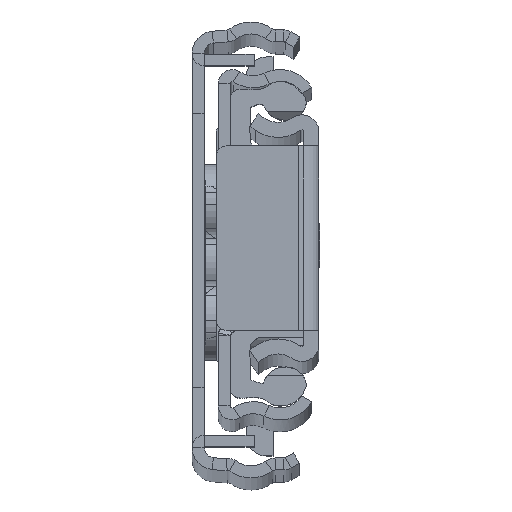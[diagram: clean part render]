
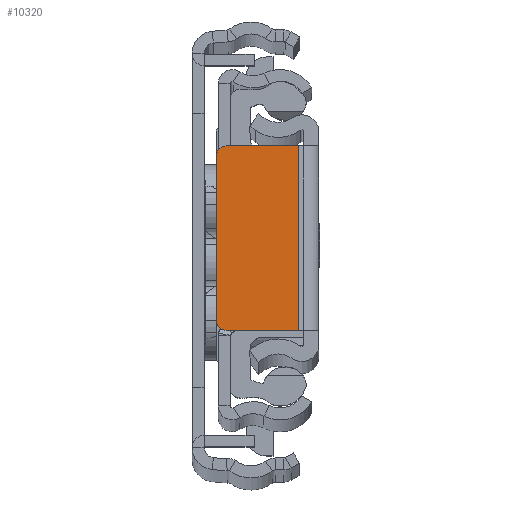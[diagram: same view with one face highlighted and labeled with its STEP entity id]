
A CAD part, top view. The second image highlights one B-rep face of the part: STEP entity #10320.
In plain terms, the highlighted planar face has unit normal (0, 0, 1).
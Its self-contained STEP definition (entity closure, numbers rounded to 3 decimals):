
#301 = CARTESIAN_POINT ( 'NONE',  ( -9.3, -8.25, 0. ) ) ;
#1132 = EDGE_CURVE ( 'NONE', #4967, #20382, #14256, .T. ) ;
#1260 = LINE ( 'NONE', #3083, #5753 ) ;
#1966 = CARTESIAN_POINT ( 'NONE',  ( 0., 9.25, 0. ) ) ;
#2230 = VERTEX_POINT ( 'NONE', #14860 ) ;
#2309 = DIRECTION ( 'NONE',  ( -1., 0., 0. ) ) ;
#2405 = CARTESIAN_POINT ( 'NONE',  ( -9.3, 9.25, 0. ) ) ;
#2969 = DIRECTION ( 'NONE',  ( 0., -1., 0. ) ) ;
#3083 = CARTESIAN_POINT ( 'NONE',  ( -10.3, 0., 0. ) ) ;
#3105 = VECTOR ( 'NONE', #2309, 1000. ) ;
#3112 = CARTESIAN_POINT ( 'NONE',  ( -9.3, 8.25, 0. ) ) ;
#3425 = VERTEX_POINT ( 'NONE', #18622 ) ;
#3612 = DIRECTION ( 'NONE',  ( -1., 0., 0. ) ) ;
#3876 = CARTESIAN_POINT ( 'NONE',  ( -2., -9.25, 0. ) ) ;
#4746 = EDGE_CURVE ( 'NONE', #21997, #5457, #16847, .T. ) ;
#4915 = CARTESIAN_POINT ( 'NONE',  ( 0., -9.25, 0. ) ) ;
#4967 = VERTEX_POINT ( 'NONE', #21913 ) ;
#5457 = VERTEX_POINT ( 'NONE', #17858 ) ;
#5753 = VECTOR ( 'NONE', #2969, 1000. ) ;
#6177 = CARTESIAN_POINT ( 'NONE',  ( 0., 0., 0. ) ) ;
#6277 = AXIS2_PLACEMENT_3D ( 'NONE', #6177, #16496, #6291 ) ;
#6291 = DIRECTION ( 'NONE',  ( -1., 0., 0. ) ) ;
#6434 = DIRECTION ( 'NONE',  ( 0., 0., 1. ) ) ;
#6441 = EDGE_CURVE ( 'NONE', #20382, #3425, #16239, .T. ) ;
#6748 = EDGE_CURVE ( 'NONE', #3425, #21997, #1260, .T. ) ;
#8024 = ORIENTED_EDGE ( 'NONE', *, *, #9239, .F. ) ;
#9239 = EDGE_CURVE ( 'NONE', #4967, #2230, #12852, .T. ) ;
#10139 = DIRECTION ( 'NONE',  ( 1., 0., 0. ) ) ;
#10320 = ADVANCED_FACE ( 'NONE', ( #14923 ), #20136, .F. ) ;
#10448 = EDGE_LOOP ( 'NONE', ( #18683, #19824, #13189, #8024, #22281, #20578 ) ) ;
#10655 = VECTOR ( 'NONE', #10139, 1000. ) ;
#11666 = CARTESIAN_POINT ( 'NONE',  ( -10.3, -8.25, 0. ) ) ;
#12852 = LINE ( 'NONE', #3876, #15621 ) ;
#13189 = ORIENTED_EDGE ( 'NONE', *, *, #21288, .T. ) ;
#13464 = DIRECTION ( 'NONE',  ( -1., 0., 0. ) ) ;
#13552 = LINE ( 'NONE', #4915, #10655 ) ;
#14256 = LINE ( 'NONE', #1966, #3105 ) ;
#14860 = CARTESIAN_POINT ( 'NONE',  ( -2., -9.25, 0. ) ) ;
#14923 = FACE_OUTER_BOUND ( 'NONE', #10448, .T. ) ;
#15621 = VECTOR ( 'NONE', #15814, 1000. ) ;
#15814 = DIRECTION ( 'NONE',  ( 0., -1., 0. ) ) ;
#16239 = CIRCLE ( 'NONE', #18408, 1. ) ;
#16496 = DIRECTION ( 'NONE',  ( 0., 0., -1. ) ) ;
#16847 = CIRCLE ( 'NONE', #21594, 1. ) ;
#17858 = CARTESIAN_POINT ( 'NONE',  ( -9.3, -9.25, 0. ) ) ;
#18408 = AXIS2_PLACEMENT_3D ( 'NONE', #3112, #6434, #13464 ) ;
#18622 = CARTESIAN_POINT ( 'NONE',  ( -10.3, 8.25, 0. ) ) ;
#18683 = ORIENTED_EDGE ( 'NONE', *, *, #6748, .T. ) ;
#19173 = DIRECTION ( 'NONE',  ( 0., 0., 1. ) ) ;
#19824 = ORIENTED_EDGE ( 'NONE', *, *, #4746, .T. ) ;
#20136 = PLANE ( 'NONE',  #6277 ) ;
#20382 = VERTEX_POINT ( 'NONE', #2405 ) ;
#20578 = ORIENTED_EDGE ( 'NONE', *, *, #6441, .T. ) ;
#21288 = EDGE_CURVE ( 'NONE', #5457, #2230, #13552, .T. ) ;
#21594 = AXIS2_PLACEMENT_3D ( 'NONE', #301, #19173, #3612 ) ;
#21913 = CARTESIAN_POINT ( 'NONE',  ( -2., 9.25, 0. ) ) ;
#21997 = VERTEX_POINT ( 'NONE', #11666 ) ;
#22281 = ORIENTED_EDGE ( 'NONE', *, *, #1132, .T. ) ;
